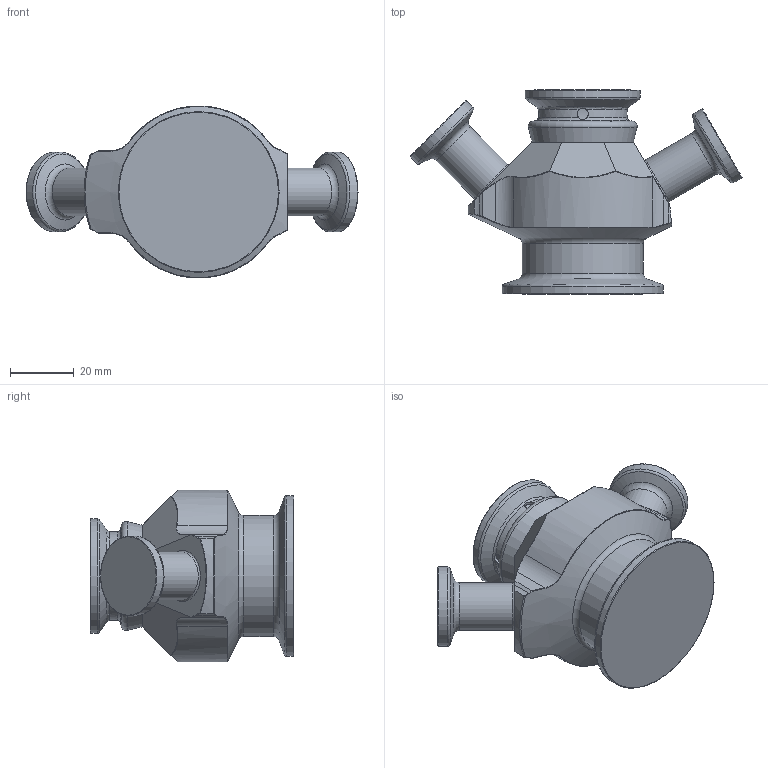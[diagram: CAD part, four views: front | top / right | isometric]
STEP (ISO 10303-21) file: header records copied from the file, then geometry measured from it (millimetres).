
FILE_DESCRIPTION(/* description */ (''),/* implementation_level */ '2;1');
FILE_NAME(/* name */ '890022.stp',/* time_stamp */ '2025-06-30T11:14:49+02:00',/* author */ ('mbs'),/* organization */ (''),/* preprocessor_version */ 'ST-DEVELOPER v20',/* originating_system */ 'Autodesk Inventor 2024',/* authorisation */ '');
FILE_SCHEMA (('AUTOMOTIVE_DESIGN { 1 0 10303 214 3 1 1 }'));
Length unit declared in the file: millimetre
Products named in the file (1): 890022
Bounding box: 104.23 x 64 x 53.98 mm (x, y, z)
Volume: 109038.7 mm3; surface area: 17977.4 mm2
Topology: 1 solids, 1 shells, 121 faces, 315 edges, 199 vertices
Faces by surface type: cylinder 37, bspline 32, torus 21, plane 20, cone 11
Full cylindrical faces by diameter (mm): 3.5 x4, 15 x2, 25 x2, 36 x1, 38 x1, 50.5 x1
Entity records: 5324 total; most frequent: CARTESIAN_POINT 2331, ORIENTED_EDGE 630, DIRECTION 552, EDGE_CURVE 315, AXIS2_PLACEMENT_3D 242, VERTEX_POINT 199, EDGE_LOOP 124, FACE_OUTER_BOUND 121
